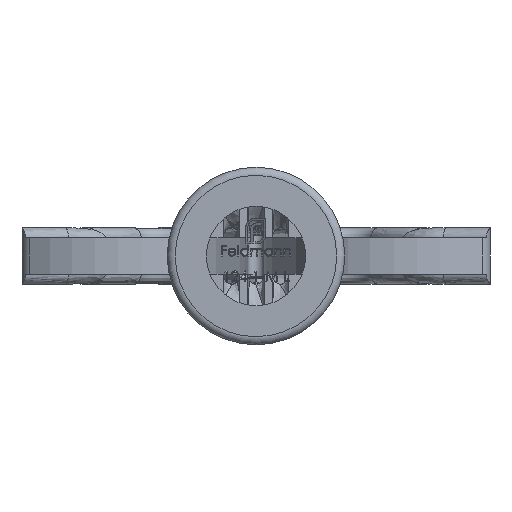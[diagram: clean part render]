
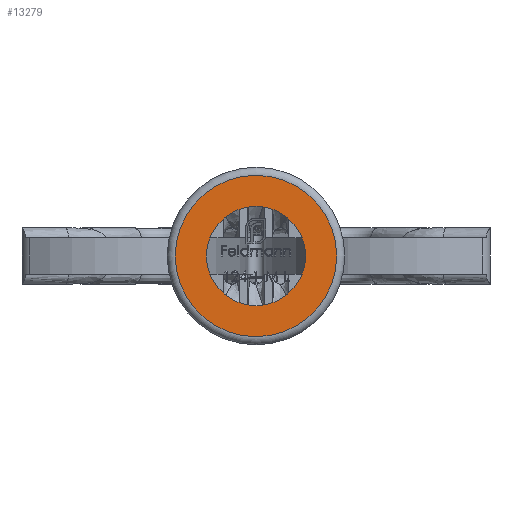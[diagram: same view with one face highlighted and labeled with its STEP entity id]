
A CAD part, front view. The second image highlights one B-rep face of the part: STEP entity #13279.
In plain terms, the highlighted planar face has unit normal (0, -1, 0).
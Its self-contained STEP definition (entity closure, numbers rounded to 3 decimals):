
#445 = CARTESIAN_POINT ( 'NONE',  ( 6.15, 10., 0. ) ) ;
#538 = AXIS2_PLACEMENT_3D ( 'NONE', #3002, #6233, #10669 ) ;
#611 = ORIENTED_EDGE ( 'NONE', *, *, #12128, .T. ) ;
#1496 = CIRCLE ( 'NONE', #18456, 6.15 ) ;
#1743 = CIRCLE ( 'NONE', #538, 10. ) ;
#3002 = CARTESIAN_POINT ( 'NONE',  ( 0., 10., 0. ) ) ;
#3173 = DIRECTION ( 'NONE',  ( 0., -1., 0. ) ) ;
#3209 = FACE_BOUND ( 'NONE', #18542, .T. ) ;
#5110 = DIRECTION ( 'NONE',  ( 0., -1., 0. ) ) ;
#6233 = DIRECTION ( 'NONE',  ( 0., -1., 0. ) ) ;
#6562 = EDGE_LOOP ( 'NONE', ( #611 ) ) ;
#7699 = CARTESIAN_POINT ( 'NONE',  ( 6.15, 10., 0. ) ) ;
#8028 = AXIS2_PLACEMENT_3D ( 'NONE', #445, #5110, #11403 ) ;
#8489 = VERTEX_POINT ( 'NONE', #7699 ) ;
#10058 = FACE_OUTER_BOUND ( 'NONE', #6562, .T. ) ;
#10669 = DIRECTION ( 'NONE',  ( 1., 0., 0. ) ) ;
#11048 = CARTESIAN_POINT ( 'NONE',  ( 0., 10., 0. ) ) ;
#11159 = EDGE_CURVE ( 'NONE', #8489, #8489, #1496, .T. ) ;
#11403 = DIRECTION ( 'NONE',  ( 1., 0., 0. ) ) ;
#12128 = EDGE_CURVE ( 'NONE', #18595, #18595, #1743, .T. ) ;
#12945 = PLANE ( 'NONE',  #8028 ) ;
#13279 = ADVANCED_FACE ( 'NONE', ( #10058, #3209 ), #12945, .T. ) ;
#15458 = CARTESIAN_POINT ( 'NONE',  ( 10., 10., 0. ) ) ;
#17050 = DIRECTION ( 'NONE',  ( 1., 0., 0. ) ) ;
#18328 = ORIENTED_EDGE ( 'NONE', *, *, #11159, .F. ) ;
#18456 = AXIS2_PLACEMENT_3D ( 'NONE', #11048, #3173, #17050 ) ;
#18542 = EDGE_LOOP ( 'NONE', ( #18328 ) ) ;
#18595 = VERTEX_POINT ( 'NONE', #15458 ) ;
